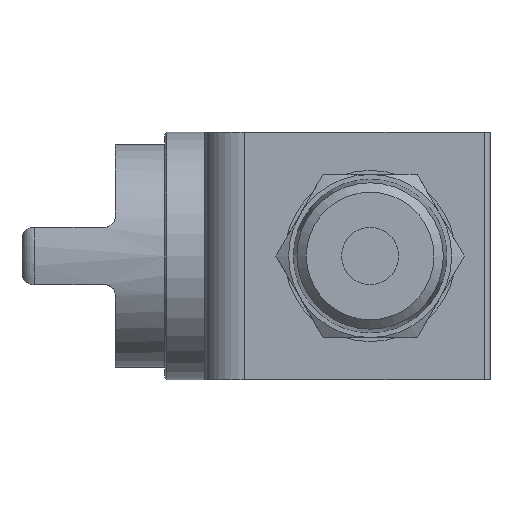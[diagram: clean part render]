
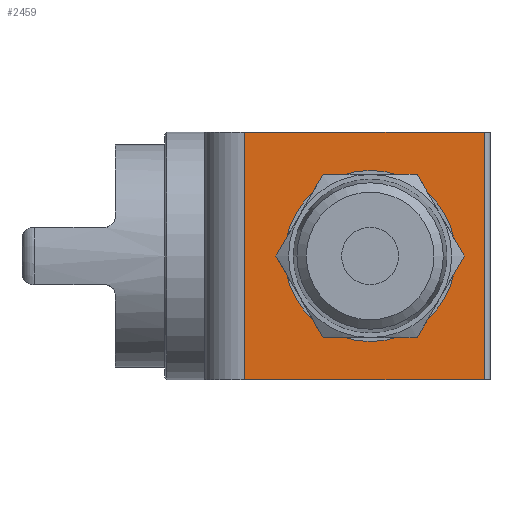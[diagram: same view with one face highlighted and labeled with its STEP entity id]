
A CAD part, left-side view. The second image highlights one B-rep face of the part: STEP entity #2459.
In plain terms, the highlighted planar face has unit normal (-1, 0, 0).
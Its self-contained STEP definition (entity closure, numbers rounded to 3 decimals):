
#99=LINE('',#3619,#201);
#100=LINE('',#3622,#202);
#101=LINE('',#3624,#203);
#102=LINE('',#3626,#204);
#201=VECTOR('',#2901,1000.);
#202=VECTOR('',#2902,1000.);
#203=VECTOR('',#2903,1000.);
#204=VECTOR('',#2904,1000.);
#264=PLANE('',#2601);
#332=CIRCLE('',#2602,7.5);
#506=ORIENTED_EDGE('',*,*,#990,.F.);
#507=ORIENTED_EDGE('',*,*,#991,.T.);
#508=ORIENTED_EDGE('',*,*,#992,.F.);
#509=ORIENTED_EDGE('',*,*,#993,.F.);
#510=ORIENTED_EDGE('',*,*,#994,.T.);
#990=EDGE_CURVE('',#1217,#1217,#332,.F.);
#991=EDGE_CURVE('',#1218,#1219,#99,.T.);
#992=EDGE_CURVE('',#1220,#1219,#100,.T.);
#993=EDGE_CURVE('',#1221,#1220,#101,.T.);
#994=EDGE_CURVE('',#1221,#1218,#102,.T.);
#1217=VERTEX_POINT('',#3618);
#1218=VERTEX_POINT('',#3620);
#1219=VERTEX_POINT('',#3621);
#1220=VERTEX_POINT('',#3623);
#1221=VERTEX_POINT('',#3625);
#1382=EDGE_LOOP('',(#506));
#1383=EDGE_LOOP('',(#507,#508,#509,#510));
#1520=FACE_BOUND('',#1382,.T.);
#1521=FACE_BOUND('',#1383,.T.);
#2459=ADVANCED_FACE('',(#1520,#1521),#264,.F.);
#2601=AXIS2_PLACEMENT_3D('',#3616,#2897,#2898);
#2602=AXIS2_PLACEMENT_3D('',#3617,#2899,#2900);
#2897=DIRECTION('',(1.,0.,0.));
#2898=DIRECTION('',(0.,0.,-1.));
#2899=DIRECTION('',(1.,0.,0.));
#2900=DIRECTION('',(0.,0.,-1.));
#2901=DIRECTION('',(0.,-1.,0.));
#2902=DIRECTION('',(0.,0.,-1.));
#2903=DIRECTION('',(0.,-1.,0.));
#2904=DIRECTION('',(0.,0.,-1.));
#3616=CARTESIAN_POINT('',(-15.5,11.,10.85));
#3617=CARTESIAN_POINT('',(-15.5,0.,0.));
#3618=CARTESIAN_POINT('',(-15.5,0.,-7.5));
#3619=CARTESIAN_POINT('',(-15.5,11.,-10.85));
#3620=CARTESIAN_POINT('',(-15.5,11.,-10.85));
#3621=CARTESIAN_POINT('',(-15.5,-10.,-10.85));
#3622=CARTESIAN_POINT('',(-15.5,-10.,10.85));
#3623=CARTESIAN_POINT('',(-15.5,-10.,10.85));
#3624=CARTESIAN_POINT('',(-15.5,11.,10.85));
#3625=CARTESIAN_POINT('',(-15.5,11.,10.85));
#3626=CARTESIAN_POINT('',(-15.5,11.,10.85));
